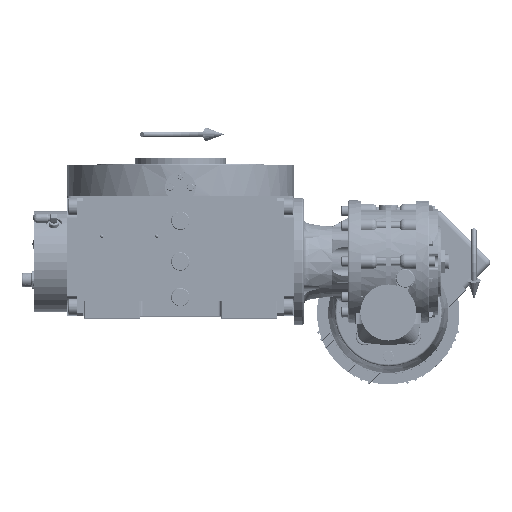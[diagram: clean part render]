
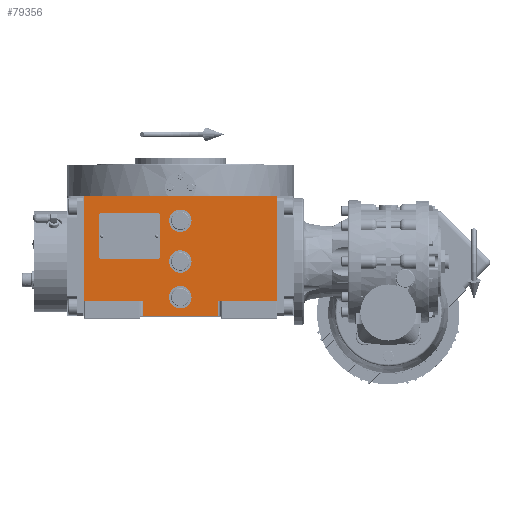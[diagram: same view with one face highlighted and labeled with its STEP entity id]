
A CAD part, top view. The second image highlights one B-rep face of the part: STEP entity #79356.
In plain terms, the highlighted planar face has unit normal (0, 0, 1).
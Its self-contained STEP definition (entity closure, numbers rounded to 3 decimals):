
#2299 = CARTESIAN_POINT ( 'NONE',  ( 11., 0., 163.5 ) ) ;
#2406 = VECTOR ( 'NONE', #46701, 1000. ) ;
#5185 = AXIS2_PLACEMENT_3D ( 'NONE', #39105, #105185, #88934 ) ;
#5911 = CARTESIAN_POINT ( 'NONE',  ( 0., 0., 163.5 ) ) ;
#6976 = DIRECTION ( 'NONE',  ( 1., 0., 0. ) ) ;
#13290 = CARTESIAN_POINT ( 'NONE',  ( -94.5, -38.5, 163.5 ) ) ;
#13706 = CIRCLE ( 'NONE', #68974, 11. ) ;
#15059 = VERTEX_POINT ( 'NONE', #21485 ) ;
#15222 = LINE ( 'NONE', #163714, #2406 ) ;
#16512 = CIRCLE ( 'NONE', #196452, 11. ) ;
#17635 = DIRECTION ( 'NONE',  ( 1., 0., 0. ) ) ;
#18076 = EDGE_CURVE ( 'NONE', #74175, #128599, #25085, .T. ) ;
#19269 = EDGE_LOOP ( 'NONE', ( #97461, #108594, #150192, #168768, #122562, #150350, #44966, #64409 ) ) ;
#21209 = VERTEX_POINT ( 'NONE', #208625 ) ;
#21485 = CARTESIAN_POINT ( 'NONE',  ( -37., -38.5, 163.5 ) ) ;
#25085 = LINE ( 'NONE', #72793, #143946 ) ;
#26372 = EDGE_CURVE ( 'NONE', #21209, #92100, #166092, .T. ) ;
#31776 = CIRCLE ( 'NONE', #49115, 11. ) ;
#39105 = CARTESIAN_POINT ( 'NONE',  ( 0., 0., 163.5 ) ) ;
#39515 = VERTEX_POINT ( 'NONE', #85414 ) ;
#40753 = LINE ( 'NONE', #140433, #166165 ) ;
#40950 = EDGE_CURVE ( 'NONE', #159554, #131565, #174724, .T. ) ;
#43321 = CARTESIAN_POINT ( 'NONE',  ( 94.5, -38.5, 163.5 ) ) ;
#43973 = CARTESIAN_POINT ( 'NONE',  ( -94.5, -38.5, 163.5 ) ) ;
#44346 = LINE ( 'NONE', #190659, #174903 ) ;
#44682 = CARTESIAN_POINT ( 'NONE',  ( 0., -35., 163.5 ) ) ;
#44966 = ORIENTED_EDGE ( 'NONE', *, *, #187290, .T. ) ;
#46701 = DIRECTION ( 'NONE',  ( 0., 1., 0. ) ) ;
#47920 = EDGE_CURVE ( 'NONE', #130448, #92100, #93670, .T. ) ;
#47959 = CARTESIAN_POINT ( 'NONE',  ( 0., 40., 163.5 ) ) ;
#48033 = DIRECTION ( 'NONE',  ( 0., 0., 1. ) ) ;
#49115 = AXIS2_PLACEMENT_3D ( 'NONE', #44682, #210413, #144356 ) ;
#50656 = EDGE_CURVE ( 'NONE', #74175, #130448, #40753, .T. ) ;
#52624 = CARTESIAN_POINT ( 'NONE',  ( -37., -53.5, 163.5 ) ) ;
#55974 = DIRECTION ( 'NONE',  ( 0., 0., 1. ) ) ;
#58590 = CIRCLE ( 'NONE', #186660, 11. ) ;
#61662 = ORIENTED_EDGE ( 'NONE', *, *, #71311, .F. ) ;
#62534 = EDGE_LOOP ( 'NONE', ( #202306, #75588 ) ) ;
#64409 = ORIENTED_EDGE ( 'NONE', *, *, #91383, .F. ) ;
#68974 = AXIS2_PLACEMENT_3D ( 'NONE', #47959, #77252, #163906 ) ;
#71311 = EDGE_CURVE ( 'NONE', #123581, #165679, #13706, .T. ) ;
#72793 = CARTESIAN_POINT ( 'NONE',  ( 37., -38.5, 163.5 ) ) ;
#73663 = DIRECTION ( 'NONE',  ( 1., 0., 0. ) ) ;
#74175 = VERTEX_POINT ( 'NONE', #175418 ) ;
#74920 = DIRECTION ( 'NONE',  ( 0., -1., 0. ) ) ;
#75588 = ORIENTED_EDGE ( 'NONE', *, *, #40950, .F. ) ;
#77252 = DIRECTION ( 'NONE',  ( 0., 0., 1. ) ) ;
#79356 = ADVANCED_FACE ( 'NONE', ( #152448, #136202, #104733, #122073 ), #88478, .T. ) ;
#83092 = CARTESIAN_POINT ( 'NONE',  ( -11., 40., 163.5 ) ) ;
#83274 = VERTEX_POINT ( 'NONE', #13290 ) ;
#85414 = CARTESIAN_POINT ( 'NONE',  ( -37., -53.5, 163.5 ) ) ;
#86200 = DIRECTION ( 'NONE',  ( 1., 0., 0. ) ) ;
#87417 = CARTESIAN_POINT ( 'NONE',  ( -94.5, -53.5, 163.5 ) ) ;
#87850 = CARTESIAN_POINT ( 'NONE',  ( 11., -35., 163.5 ) ) ;
#88478 = PLANE ( 'NONE',  #190122 ) ;
#88934 = DIRECTION ( 'NONE',  ( -1., 0., 0. ) ) ;
#89395 = DIRECTION ( 'NONE',  ( -1., 0., 0. ) ) ;
#91383 = EDGE_CURVE ( 'NONE', #39515, #15059, #15222, .T. ) ;
#92100 = VERTEX_POINT ( 'NONE', #123519 ) ;
#93670 = LINE ( 'NONE', #207469, #144677 ) ;
#95699 = VECTOR ( 'NONE', #116453, 1000. ) ;
#96773 = DIRECTION ( 'NONE',  ( -1., 0., 0. ) ) ;
#96977 = EDGE_CURVE ( 'NONE', #83274, #21209, #126331, .T. ) ;
#97461 = ORIENTED_EDGE ( 'NONE', *, *, #151727, .T. ) ;
#104556 = CARTESIAN_POINT ( 'NONE',  ( -11., -35., 163.5 ) ) ;
#104733 = FACE_BOUND ( 'NONE', #108366, .T. ) ;
#105185 = DIRECTION ( 'NONE',  ( 0., 0., 1. ) ) ;
#106717 = CARTESIAN_POINT ( 'NONE',  ( 0., -35., 163.5 ) ) ;
#108366 = EDGE_LOOP ( 'NONE', ( #61662, #170411 ) ) ;
#108594 = ORIENTED_EDGE ( 'NONE', *, *, #18076, .F. ) ;
#116453 = DIRECTION ( 'NONE',  ( 0., 1., 0. ) ) ;
#121863 = DIRECTION ( 'NONE',  ( 0., 0., 1. ) ) ;
#122073 = FACE_OUTER_BOUND ( 'NONE', #19269, .T. ) ;
#122562 = ORIENTED_EDGE ( 'NONE', *, *, #26372, .F. ) ;
#123519 = CARTESIAN_POINT ( 'NONE',  ( 94.5, 64.5, 163.5 ) ) ;
#123581 = VERTEX_POINT ( 'NONE', #159904 ) ;
#126331 = LINE ( 'NONE', #43973, #95699 ) ;
#128599 = VERTEX_POINT ( 'NONE', #166809 ) ;
#130448 = VERTEX_POINT ( 'NONE', #43321 ) ;
#131565 = VERTEX_POINT ( 'NONE', #2299 ) ;
#136202 = FACE_BOUND ( 'NONE', #184628, .T. ) ;
#137142 = VERTEX_POINT ( 'NONE', #104556 ) ;
#138143 = EDGE_CURVE ( 'NONE', #137142, #194489, #58590, .T. ) ;
#139261 = DIRECTION ( 'NONE',  ( 0., 0., 1. ) ) ;
#140433 = CARTESIAN_POINT ( 'NONE',  ( 37., -38.5, 163.5 ) ) ;
#143946 = VECTOR ( 'NONE', #74920, 1000. ) ;
#144356 = DIRECTION ( 'NONE',  ( 1., 0., 0. ) ) ;
#144677 = VECTOR ( 'NONE', #209615, 1000. ) ;
#149993 = EDGE_CURVE ( 'NONE', #194489, #137142, #31776, .T. ) ;
#150192 = ORIENTED_EDGE ( 'NONE', *, *, #50656, .T. ) ;
#150350 = ORIENTED_EDGE ( 'NONE', *, *, #96977, .F. ) ;
#151727 = EDGE_CURVE ( 'NONE', #39515, #128599, #202153, .T. ) ;
#152448 = FACE_BOUND ( 'NONE', #62534, .T. ) ;
#154215 = AXIS2_PLACEMENT_3D ( 'NONE', #197542, #48033, #96773 ) ;
#156658 = ORIENTED_EDGE ( 'NONE', *, *, #149993, .F. ) ;
#157450 = CIRCLE ( 'NONE', #154215, 11. ) ;
#159554 = VERTEX_POINT ( 'NONE', #204295 ) ;
#159904 = CARTESIAN_POINT ( 'NONE',  ( 11., 40., 163.5 ) ) ;
#160033 = ORIENTED_EDGE ( 'NONE', *, *, #138143, .F. ) ;
#163714 = CARTESIAN_POINT ( 'NONE',  ( -37., -53.5, 163.5 ) ) ;
#163906 = DIRECTION ( 'NONE',  ( 1., 0., 0. ) ) ;
#165679 = VERTEX_POINT ( 'NONE', #83092 ) ;
#166092 = LINE ( 'NONE', #183420, #193174 ) ;
#166165 = VECTOR ( 'NONE', #174008, 1000. ) ;
#166809 = CARTESIAN_POINT ( 'NONE',  ( 37., -53.5, 163.5 ) ) ;
#168768 = ORIENTED_EDGE ( 'NONE', *, *, #47920, .T. ) ;
#170411 = ORIENTED_EDGE ( 'NONE', *, *, #185561, .F. ) ;
#174008 = DIRECTION ( 'NONE',  ( 1., 0., 0. ) ) ;
#174724 = CIRCLE ( 'NONE', #5185, 11. ) ;
#174903 = VECTOR ( 'NONE', #73663, 1000. ) ;
#175418 = CARTESIAN_POINT ( 'NONE',  ( 37., -38.5, 163.5 ) ) ;
#183420 = CARTESIAN_POINT ( 'NONE',  ( -94.5, 64.5, 163.5 ) ) ;
#184628 = EDGE_LOOP ( 'NONE', ( #156658, #160033 ) ) ;
#185561 = EDGE_CURVE ( 'NONE', #165679, #123581, #157450, .T. ) ;
#186660 = AXIS2_PLACEMENT_3D ( 'NONE', #106717, #139261, #89395 ) ;
#187290 = EDGE_CURVE ( 'NONE', #83274, #15059, #44346, .T. ) ;
#188170 = DIRECTION ( 'NONE',  ( 1., 0., 0. ) ) ;
#190122 = AXIS2_PLACEMENT_3D ( 'NONE', #87417, #55974, #188170 ) ;
#190659 = CARTESIAN_POINT ( 'NONE',  ( -94.5, -38.5, 163.5 ) ) ;
#193174 = VECTOR ( 'NONE', #17635, 1000. ) ;
#194489 = VERTEX_POINT ( 'NONE', #87850 ) ;
#196452 = AXIS2_PLACEMENT_3D ( 'NONE', #5911, #121863, #6976 ) ;
#197542 = CARTESIAN_POINT ( 'NONE',  ( 0., 40., 163.5 ) ) ;
#201662 = EDGE_CURVE ( 'NONE', #131565, #159554, #16512, .T. ) ;
#202153 = LINE ( 'NONE', #52624, #208686 ) ;
#202306 = ORIENTED_EDGE ( 'NONE', *, *, #201662, .F. ) ;
#204295 = CARTESIAN_POINT ( 'NONE',  ( -11., 0., 163.5 ) ) ;
#207469 = CARTESIAN_POINT ( 'NONE',  ( 94.5, -38.5, 163.5 ) ) ;
#208625 = CARTESIAN_POINT ( 'NONE',  ( -94.5, 64.5, 163.5 ) ) ;
#208686 = VECTOR ( 'NONE', #86200, 1000. ) ;
#209615 = DIRECTION ( 'NONE',  ( 0., 1., 0. ) ) ;
#210413 = DIRECTION ( 'NONE',  ( 0., 0., 1. ) ) ;
